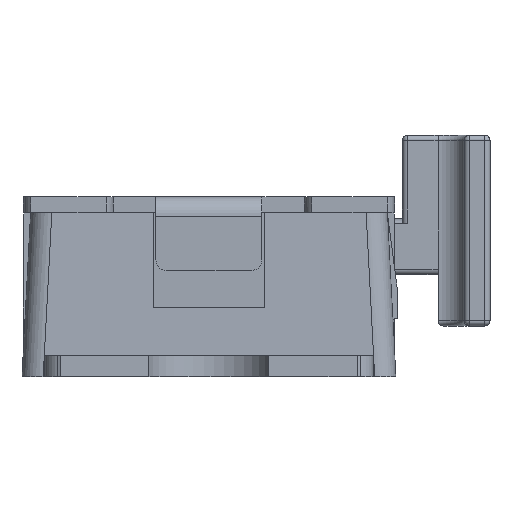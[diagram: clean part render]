
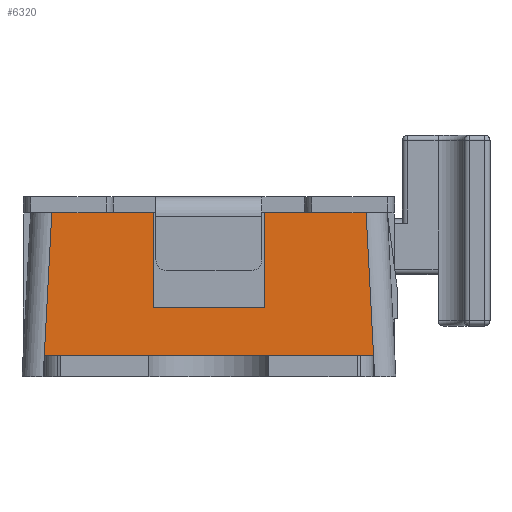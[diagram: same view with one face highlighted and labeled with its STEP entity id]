
A CAD part, front view. The second image highlights one B-rep face of the part: STEP entity #6320.
In plain terms, the highlighted planar face has unit normal (0, -0.999, 0.035).
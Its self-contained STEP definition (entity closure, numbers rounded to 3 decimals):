
#117=PLANE('',#6717);
#358=FACE_OUTER_BOUND('',#707,.T.);
#707=EDGE_LOOP('',(#4397,#4398,#4399,#4400,#4401,#4402,#4403,#4404,#4405,
#4406,#4407,#4408,#4409,#4410));
#1095=LINE('',#9629,#1771);
#1097=LINE('',#9634,#1773);
#1105=LINE('',#9715,#1781);
#1118=LINE('',#9760,#1794);
#1119=LINE('',#9762,#1795);
#1120=LINE('',#9764,#1796);
#1121=LINE('',#9766,#1797);
#1122=LINE('',#9768,#1798);
#1123=LINE('',#9769,#1799);
#1124=LINE('',#9771,#1800);
#1125=LINE('',#9773,#1801);
#1126=LINE('',#9774,#1802);
#1127=LINE('',#9776,#1803);
#1128=LINE('',#9777,#1804);
#1771=VECTOR('',#7418,10.);
#1773=VECTOR('',#7422,10.);
#1781=VECTOR('',#7438,1000.);
#1794=VECTOR('',#7477,1000.);
#1795=VECTOR('',#7478,1000.);
#1796=VECTOR('',#7479,1000.);
#1797=VECTOR('',#7480,1000.);
#1798=VECTOR('',#7481,1000.);
#1799=VECTOR('',#7482,1000.);
#1800=VECTOR('',#7483,1000.);
#1801=VECTOR('',#7484,1000.);
#1802=VECTOR('',#7485,1000.);
#1803=VECTOR('',#7486,1000.);
#1804=VECTOR('',#7487,1000.);
#2693=VERTEX_POINT('',#9624);
#2694=VERTEX_POINT('',#9628);
#2695=VERTEX_POINT('',#9632);
#2696=VERTEX_POINT('',#9633);
#2699=VERTEX_POINT('',#9714);
#2717=VERTEX_POINT('',#9758);
#2718=VERTEX_POINT('',#9759);
#2719=VERTEX_POINT('',#9761);
#2720=VERTEX_POINT('',#9763);
#2721=VERTEX_POINT('',#9765);
#2722=VERTEX_POINT('',#9767);
#2723=VERTEX_POINT('',#9770);
#2724=VERTEX_POINT('',#9772);
#2725=VERTEX_POINT('',#9775);
#3327=EDGE_CURVE('',#2693,#2694,#1095,.F.);
#3329=EDGE_CURVE('',#2695,#2696,#1097,.F.);
#3338=EDGE_CURVE('',#2693,#2699,#1105,.T.);
#3359=EDGE_CURVE('',#2717,#2718,#1118,.T.);
#3360=EDGE_CURVE('',#2719,#2717,#1119,.T.);
#3361=EDGE_CURVE('',#2720,#2719,#1120,.T.);
#3362=EDGE_CURVE('',#2720,#2721,#1121,.T.);
#3363=EDGE_CURVE('',#2722,#2721,#1122,.T.);
#3364=EDGE_CURVE('',#2722,#2699,#1123,.T.);
#3365=EDGE_CURVE('',#2723,#2694,#1124,.T.);
#3366=EDGE_CURVE('',#2723,#2724,#1125,.T.);
#3367=EDGE_CURVE('',#2724,#2695,#1126,.T.);
#3368=EDGE_CURVE('',#2696,#2725,#1127,.T.);
#3369=EDGE_CURVE('',#2725,#2718,#1128,.T.);
#4397=ORIENTED_EDGE('',*,*,#3359,.F.);
#4398=ORIENTED_EDGE('',*,*,#3360,.F.);
#4399=ORIENTED_EDGE('',*,*,#3361,.F.);
#4400=ORIENTED_EDGE('',*,*,#3362,.T.);
#4401=ORIENTED_EDGE('',*,*,#3363,.F.);
#4402=ORIENTED_EDGE('',*,*,#3364,.T.);
#4403=ORIENTED_EDGE('',*,*,#3338,.F.);
#4404=ORIENTED_EDGE('',*,*,#3327,.T.);
#4405=ORIENTED_EDGE('',*,*,#3365,.F.);
#4406=ORIENTED_EDGE('',*,*,#3366,.T.);
#4407=ORIENTED_EDGE('',*,*,#3367,.T.);
#4408=ORIENTED_EDGE('',*,*,#3329,.T.);
#4409=ORIENTED_EDGE('',*,*,#3368,.T.);
#4410=ORIENTED_EDGE('',*,*,#3369,.T.);
#6320=ADVANCED_FACE('',(#358),#117,.T.);
#6717=AXIS2_PLACEMENT_3D('',#9757,#7475,#7476);
#7418=DIRECTION('',(-1.,0.,0.));
#7422=DIRECTION('',(-1.,0.,0.));
#7438=DIRECTION('',(0.052,0.035,0.998));
#7475=DIRECTION('center_axis',(0.,-0.999,0.035));
#7476=DIRECTION('ref_axis',(1.,0.,0.));
#7477=DIRECTION('',(1.,0.,0.));
#7478=DIRECTION('',(0.,0.035,0.999));
#7479=DIRECTION('',(1.,0.,0.));
#7480=DIRECTION('',(0.,0.035,0.999));
#7481=DIRECTION('',(1.,0.,0.));
#7482=DIRECTION('',(-1.,0.,0.));
#7483=DIRECTION('',(0.,-0.035,-0.999));
#7484=DIRECTION('',(1.,0.,0.));
#7485=DIRECTION('',(0.,-0.035,-0.999));
#7486=DIRECTION('',(-0.052,0.035,0.998));
#7487=DIRECTION('',(-1.,0.,0.));
#9624=CARTESIAN_POINT('',(-1.563,-2.762,0.001));
#9628=CARTESIAN_POINT('',(-1.55,-2.762,0.001));
#9629=CARTESIAN_POINT('',(-1.42,-2.762,0.001));
#9632=CARTESIAN_POINT('',(1.551,-2.762,0.001));
#9633=CARTESIAN_POINT('',(1.563,-2.762,0.001));
#9634=CARTESIAN_POINT('',(-1.42,-2.762,0.001));
#9714=CARTESIAN_POINT('',(-1.481,-2.708,1.55));
#9715=CARTESIAN_POINT('',(-1.56,-2.76,0.05));
#9757=CARTESIAN_POINT('Origin',(-2.841,-2.76,0.05));
#9758=CARTESIAN_POINT('',(0.525,-2.708,1.55));
#9759=CARTESIAN_POINT('',(0.931,-2.708,1.55));
#9760=CARTESIAN_POINT('',(0.525,-2.708,1.55));
#9761=CARTESIAN_POINT('',(0.525,-2.739,0.65));
#9762=CARTESIAN_POINT('',(0.525,-2.739,0.65));
#9763=CARTESIAN_POINT('',(-0.525,-2.739,0.65));
#9764=CARTESIAN_POINT('',(-0.525,-2.739,0.65));
#9765=CARTESIAN_POINT('',(-0.525,-2.708,1.55));
#9766=CARTESIAN_POINT('',(-0.525,-2.739,0.65));
#9767=CARTESIAN_POINT('',(-0.931,-2.708,1.55));
#9768=CARTESIAN_POINT('',(-0.931,-2.708,1.55));
#9769=CARTESIAN_POINT('',(-0.931,-2.708,1.55));
#9770=CARTESIAN_POINT('',(-1.55,-2.755,0.2));
#9771=CARTESIAN_POINT('',(-1.55,-2.755,0.2));
#9772=CARTESIAN_POINT('',(1.551,-2.755,0.2));
#9773=CARTESIAN_POINT('',(-1.55,-2.755,0.2));
#9774=CARTESIAN_POINT('',(1.551,-2.755,0.2));
#9775=CARTESIAN_POINT('',(1.481,-2.708,1.55));
#9776=CARTESIAN_POINT('',(1.56,-2.76,0.05));
#9777=CARTESIAN_POINT('',(1.481,-2.708,1.55));
